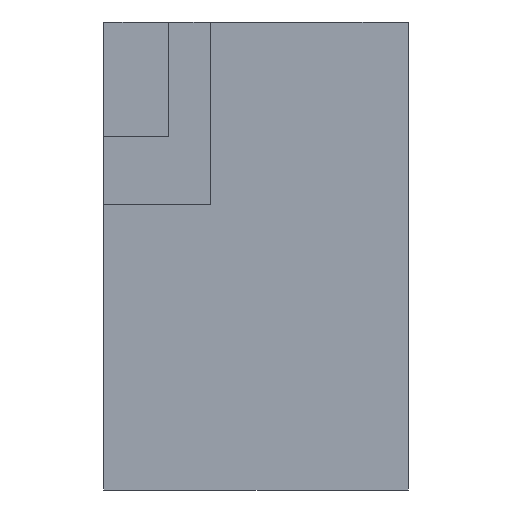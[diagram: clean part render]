
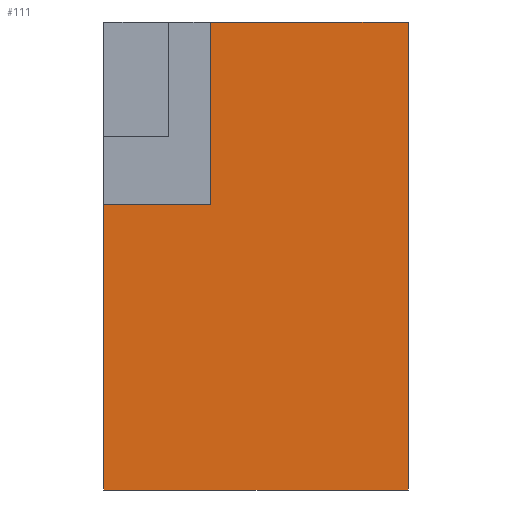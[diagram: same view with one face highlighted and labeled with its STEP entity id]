
A CAD part, front view. The second image highlights one B-rep face of the part: STEP entity #111.
In plain terms, the highlighted planar face has unit normal (0, -1, 0).
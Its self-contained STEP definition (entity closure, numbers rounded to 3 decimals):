
#111=ADVANCED_FACE('',(#2848),#2850,.F.);
#2848=FACE_BOUND('',#2849,.T.);
#2849=EDGE_LOOP('',(#6869,#6870,#6871,#6872,#6873,#6874));
#2850=PLANE('',#2851);
#2851=AXIS2_PLACEMENT_3D('',#2852,#2853,#2854);
#2852=CARTESIAN_POINT('',(-2.,-5.,6.15));
#2853=DIRECTION('',(0.,1.,0.));
#2854=DIRECTION('',(0.,-0.,1.));
#6869=ORIENTED_EDGE('',*,*,#8463,.F.);
#6870=ORIENTED_EDGE('',*,*,#8464,.F.);
#6871=ORIENTED_EDGE('',*,*,#8465,.T.);
#6872=ORIENTED_EDGE('',*,*,#8460,.T.);
#6873=ORIENTED_EDGE('',*,*,#8466,.T.);
#6874=ORIENTED_EDGE('',*,*,#8245,.F.);
#8245=EDGE_CURVE('',#9058,#9061,#9062,.T.);
#8460=EDGE_CURVE('',#9485,#9483,#9486,.T.);
#8463=EDGE_CURVE('',#9490,#9058,#9491,.T.);
#8464=EDGE_CURVE('',#9492,#9490,#9493,.T.);
#8465=EDGE_CURVE('',#9492,#9485,#9494,.T.);
#8466=EDGE_CURVE('',#9483,#9061,#9495,.T.);
#9058=VERTEX_POINT('',#10418);
#9061=VERTEX_POINT('',#10423);
#9062=LINE('',#10424,#10425);
#9483=VERTEX_POINT('',#12999);
#9485=VERTEX_POINT('',#13003);
#9486=LINE('',#13004,#13005);
#9490=VERTEX_POINT('',#13014);
#9491=LINE('',#13015,#13016);
#9492=VERTEX_POINT('',#13018);
#9493=LINE('',#13019,#13020);
#9494=LINE('',#13022,#13023);
#9495=LINE('',#13025,#13026);
#10418=CARTESIAN_POINT('',(2.,-5.,6.15));
#10423=CARTESIAN_POINT('',(2.,-5.,0.));
#10424=CARTESIAN_POINT('',(2.,-5.,6.15));
#10425=VECTOR('',#10426,1.);
#10426=DIRECTION('',(0.,0.,-1.));
#12999=CARTESIAN_POINT('',(-2.,-5.,0.));
#13003=CARTESIAN_POINT('',(-2.,-5.,3.75));
#13004=CARTESIAN_POINT('',(-2.,-5.,3.75));
#13005=VECTOR('',#13006,1.);
#13006=DIRECTION('',(0.,0.,-1.));
#13014=CARTESIAN_POINT('',(-0.6,-5.,6.15));
#13015=CARTESIAN_POINT('',(-0.6,-5.,6.15));
#13016=VECTOR('',#13017,1.);
#13017=DIRECTION('',(1.,0.,0.));
#13018=CARTESIAN_POINT('',(-0.6,-5.,3.75));
#13019=CARTESIAN_POINT('',(-0.6,-5.,3.75));
#13020=VECTOR('',#13021,1.);
#13021=DIRECTION('',(0.,0.,1.));
#13022=CARTESIAN_POINT('',(-0.6,-5.,3.75));
#13023=VECTOR('',#13024,1.);
#13024=DIRECTION('',(-1.,0.,0.));
#13025=CARTESIAN_POINT('',(-2.,-5.,0.));
#13026=VECTOR('',#13027,1.);
#13027=DIRECTION('',(1.,0.,0.));
